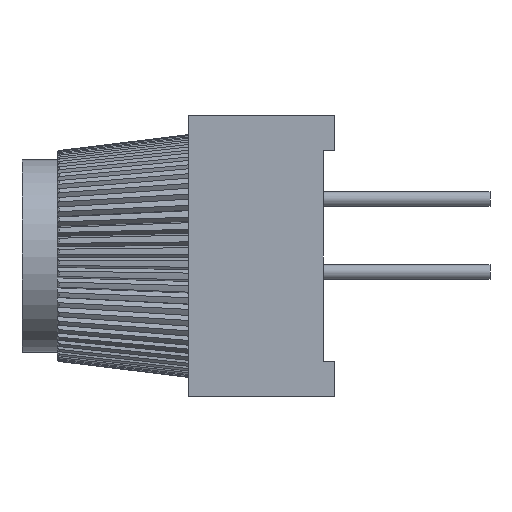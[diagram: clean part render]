
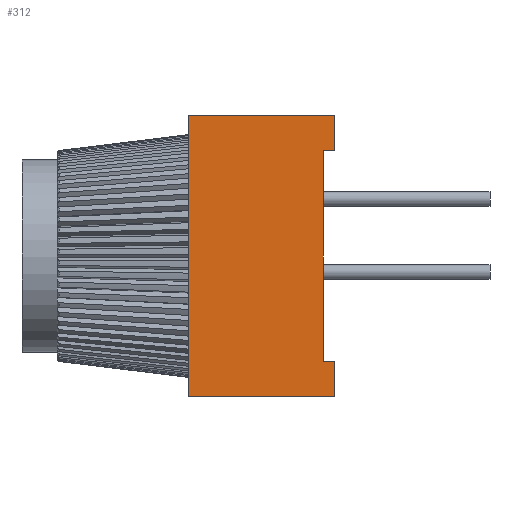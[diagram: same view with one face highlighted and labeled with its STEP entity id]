
A CAD part, left-side view. The second image highlights one B-rep face of the part: STEP entity #312.
In plain terms, the highlighted planar face has unit normal (-1, 0, 0).
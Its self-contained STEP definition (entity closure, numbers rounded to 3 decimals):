
#312 = ADVANCED_FACE ( 'NONE', ( #5320 ), #9045, .F. ) ;
#331 = DIRECTION ( 'NONE',  ( 0., 0., 1. ) ) ;
#579 = VECTOR ( 'NONE', #2589, 1000. ) ;
#780 = VECTOR ( 'NONE', #3592, 1000. ) ;
#786 = EDGE_CURVE ( 'NONE', #10476, #4259, #11362, .T. ) ;
#865 = EDGE_CURVE ( 'NONE', #1315, #8661, #897, .T. ) ;
#897 = LINE ( 'NONE', #6538, #5443 ) ;
#972 = DIRECTION ( 'NONE',  ( 0., 0., -1. ) ) ;
#1009 = DIRECTION ( 'NONE',  ( 1., 0., 0. ) ) ;
#1091 = ORIENTED_EDGE ( 'NONE', *, *, #6619, .T. ) ;
#1171 = EDGE_LOOP ( 'NONE', ( #1091, #8949, #5907, #5451, #1549, #4344, #1711, #1483 ) ) ;
#1238 = CARTESIAN_POINT ( 'NONE',  ( -4.8, -0.4, -3.6 ) ) ;
#1315 = VERTEX_POINT ( 'NONE', #2872 ) ;
#1474 = CARTESIAN_POINT ( 'NONE',  ( -4.8, 4.6, 4.8 ) ) ;
#1483 = ORIENTED_EDGE ( 'NONE', *, *, #865, .F. ) ;
#1549 = ORIENTED_EDGE ( 'NONE', *, *, #4110, .F. ) ;
#1616 = VERTEX_POINT ( 'NONE', #5172 ) ;
#1711 = ORIENTED_EDGE ( 'NONE', *, *, #7528, .F. ) ;
#1754 = VERTEX_POINT ( 'NONE', #8672 ) ;
#2062 = AXIS2_PLACEMENT_3D ( 'NONE', #9972, #1009, #972 ) ;
#2589 = DIRECTION ( 'NONE',  ( 0., 1., 0. ) ) ;
#2643 = VECTOR ( 'NONE', #10065, 1000. ) ;
#2666 = LINE ( 'NONE', #10051, #5373 ) ;
#2686 = CARTESIAN_POINT ( 'NONE',  ( -4.8, -0.4, -4.8 ) ) ;
#2771 = LINE ( 'NONE', #5837, #8418 ) ;
#2848 = CARTESIAN_POINT ( 'NONE',  ( -4.8, 0., -4.8 ) ) ;
#2849 = CARTESIAN_POINT ( 'NONE',  ( -4.8, -0.4, 4.8 ) ) ;
#2872 = CARTESIAN_POINT ( 'NONE',  ( -4.8, 4.6, -4.8 ) ) ;
#2989 = VERTEX_POINT ( 'NONE', #4326 ) ;
#3470 = CARTESIAN_POINT ( 'NONE',  ( -4.8, -0.4, 3.6 ) ) ;
#3592 = DIRECTION ( 'NONE',  ( 0., 0., -1. ) ) ;
#3962 = DIRECTION ( 'NONE',  ( 0., -1., 0. ) ) ;
#4110 = EDGE_CURVE ( 'NONE', #10476, #2989, #11169, .T. ) ;
#4259 = VERTEX_POINT ( 'NONE', #11716 ) ;
#4326 = CARTESIAN_POINT ( 'NONE',  ( -4.8, 0., 3.6 ) ) ;
#4344 = ORIENTED_EDGE ( 'NONE', *, *, #786, .T. ) ;
#4557 = DIRECTION ( 'NONE',  ( 0., 0., 1. ) ) ;
#4668 = DIRECTION ( 'NONE',  ( 0., -1., 0. ) ) ;
#4900 = DIRECTION ( 'NONE',  ( 0., 1., 0. ) ) ;
#5172 = CARTESIAN_POINT ( 'NONE',  ( -4.8, -0.4, -3.6 ) ) ;
#5320 = FACE_OUTER_BOUND ( 'NONE', #1171, .T. ) ;
#5373 = VECTOR ( 'NONE', #4668, 1000. ) ;
#5443 = VECTOR ( 'NONE', #331, 1000. ) ;
#5451 = ORIENTED_EDGE ( 'NONE', *, *, #8509, .T. ) ;
#5837 = CARTESIAN_POINT ( 'NONE',  ( -4.8, 4.6, -4.8 ) ) ;
#5907 = ORIENTED_EDGE ( 'NONE', *, *, #8970, .T. ) ;
#6015 = LINE ( 'NONE', #2686, #780 ) ;
#6209 = CARTESIAN_POINT ( 'NONE',  ( -4.8, -0.4, 3.6 ) ) ;
#6538 = CARTESIAN_POINT ( 'NONE',  ( -4.8, 4.6, -4.8 ) ) ;
#6571 = VECTOR ( 'NONE', #4557, 1000. ) ;
#6619 = EDGE_CURVE ( 'NONE', #1315, #9784, #2771, .T. ) ;
#7528 = EDGE_CURVE ( 'NONE', #8661, #4259, #2666, .T. ) ;
#8277 = LINE ( 'NONE', #1238, #9413 ) ;
#8418 = VECTOR ( 'NONE', #3962, 1000. ) ;
#8509 = EDGE_CURVE ( 'NONE', #1754, #2989, #10699, .T. ) ;
#8661 = VERTEX_POINT ( 'NONE', #1474 ) ;
#8672 = CARTESIAN_POINT ( 'NONE',  ( -4.8, 0., -3.6 ) ) ;
#8949 = ORIENTED_EDGE ( 'NONE', *, *, #10512, .F. ) ;
#8970 = EDGE_CURVE ( 'NONE', #1616, #1754, #8277, .T. ) ;
#9045 = PLANE ( 'NONE',  #2062 ) ;
#9413 = VECTOR ( 'NONE', #4900, 1000. ) ;
#9759 = CARTESIAN_POINT ( 'NONE',  ( -4.8, -0.4, -4.8 ) ) ;
#9784 = VERTEX_POINT ( 'NONE', #9759 ) ;
#9972 = CARTESIAN_POINT ( 'NONE',  ( -4.8, 4.6, -4.8 ) ) ;
#10051 = CARTESIAN_POINT ( 'NONE',  ( -4.8, 4.6, 4.8 ) ) ;
#10065 = DIRECTION ( 'NONE',  ( 0., 0., 1. ) ) ;
#10476 = VERTEX_POINT ( 'NONE', #6209 ) ;
#10512 = EDGE_CURVE ( 'NONE', #1616, #9784, #6015, .T. ) ;
#10699 = LINE ( 'NONE', #2848, #2643 ) ;
#11169 = LINE ( 'NONE', #3470, #579 ) ;
#11362 = LINE ( 'NONE', #2849, #6571 ) ;
#11716 = CARTESIAN_POINT ( 'NONE',  ( -4.8, -0.4, 4.8 ) ) ;
